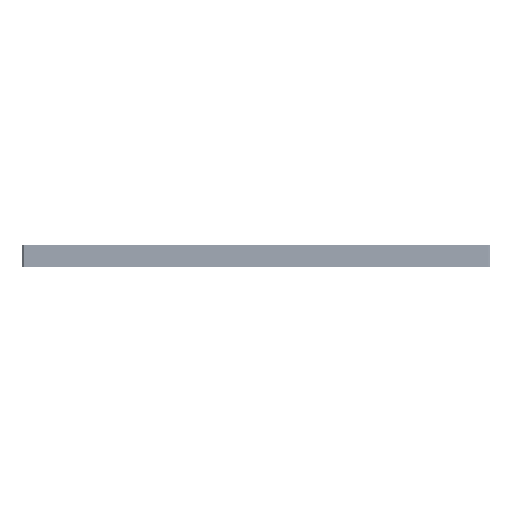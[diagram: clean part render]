
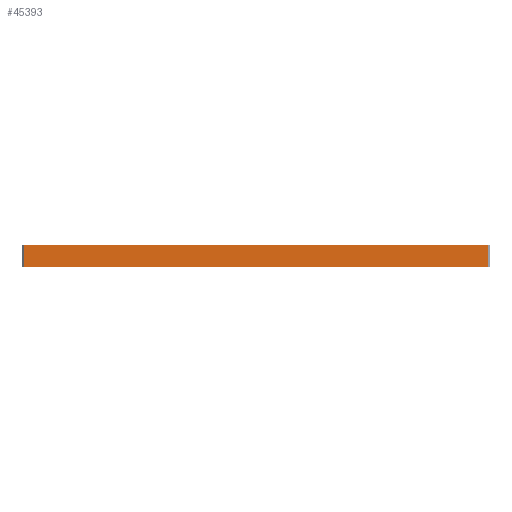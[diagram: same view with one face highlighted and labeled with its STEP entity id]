
A CAD part, left-side view. The second image highlights one B-rep face of the part: STEP entity #45393.
In plain terms, the highlighted planar face has unit normal (-1, 0, 0).
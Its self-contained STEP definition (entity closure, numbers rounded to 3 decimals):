
#3105=PLANE('',#50387);
#4173=FACE_OUTER_BOUND('',#9137,.T.);
#9137=EDGE_LOOP('',(#33602,#33603,#33604,#33605));
#13035=LINE('',#71169,#15094);
#13121=LINE('',#74588,#15180);
#13138=LINE('',#76570,#15197);
#13139=LINE('',#76572,#15198);
#15094=VECTOR('',#55339,0.394);
#15180=VECTOR('',#57439,0.394);
#15197=VECTOR('',#59430,0.394);
#15198=VECTOR('',#59433,0.394);
#21085=VERTEX_POINT('',#71166);
#21086=VERTEX_POINT('',#71168);
#22197=VERTEX_POINT('',#74585);
#22198=VERTEX_POINT('',#74587);
#25143=EDGE_CURVE('',#21085,#21086,#13035,.T.);
#26315=EDGE_CURVE('',#22198,#22197,#13121,.T.);
#27306=EDGE_CURVE('',#22198,#21085,#13138,.T.);
#27307=EDGE_CURVE('',#22197,#21086,#13139,.T.);
#33602=ORIENTED_EDGE('',*,*,#27306,.F.);
#33603=ORIENTED_EDGE('',*,*,#26315,.T.);
#33604=ORIENTED_EDGE('',*,*,#27307,.T.);
#33605=ORIENTED_EDGE('',*,*,#25143,.F.);
#45393=ADVANCED_FACE('',(#4173),#3105,.T.);
#50387=AXIS2_PLACEMENT_3D('',#76571,#59431,#59432);
#55339=DIRECTION('',(0.,1.,0.));
#57439=DIRECTION('',(0.,1.,0.));
#59430=DIRECTION('',(0.,0.,-1.));
#59431=DIRECTION('center_axis',(-1.,0.,0.));
#59432=DIRECTION('ref_axis',(0.,0.,1.));
#59433=DIRECTION('',(0.,0.,-1.));
#71166=CARTESIAN_POINT('',(-1.,0.079,-0.15));
#71168=CARTESIAN_POINT('',(-1.,19.921,-0.15));
#71169=CARTESIAN_POINT('',(-1.,20.,-0.15));
#74585=CARTESIAN_POINT('',(-1.,19.921,0.8));
#74587=CARTESIAN_POINT('',(-1.,0.079,0.8));
#74588=CARTESIAN_POINT('',(-1.,20.,0.8));
#76570=CARTESIAN_POINT('',(-1.,0.079,0.));
#76571=CARTESIAN_POINT('Origin',(-1.,20.,0.));
#76572=CARTESIAN_POINT('',(-1.,19.921,0.));
